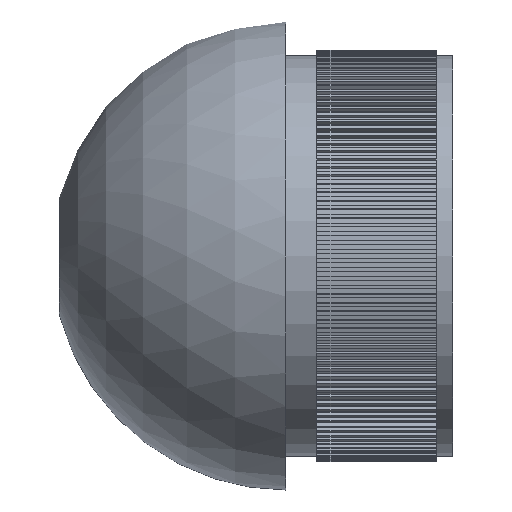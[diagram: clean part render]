
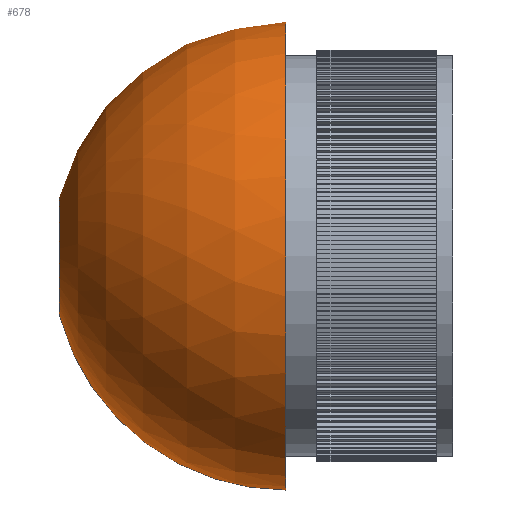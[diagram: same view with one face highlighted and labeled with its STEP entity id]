
A CAD part, left-side view. The second image highlights one B-rep face of the part: STEP entity #678.
In plain terms, the highlighted spherical face has radius 16.85 mm.
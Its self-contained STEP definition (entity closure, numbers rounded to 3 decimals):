
#57=SPHERICAL_SURFACE('',#12538,16.85);
#517=FACE_BOUND('',#2013,.T.);
#518=FACE_BOUND('',#2014,.T.);
#678=ADVANCED_FACE('',(#517,#518),#57,.T.);
#2013=EDGE_LOOP('',(#4507));
#2014=EDGE_LOOP('',(#4508));
#2742=CIRCLE('',#12513,16.85);
#2754=CIRCLE('',#12537,4.253);
#4507=ORIENTED_EDGE('',*,*,#8886,.T.);
#4508=ORIENTED_EDGE('',*,*,#8008,.F.);
#6836=VERTEX_POINT('',#17508);
#7426=VERTEX_POINT('',#18988);
#8008=EDGE_CURVE('',#6836,#6836,#2742,.T.);
#8886=EDGE_CURVE('',#7426,#7426,#2754,.T.);
#12513=AXIS2_PLACEMENT_3D('',#17507,#14129,#14130);
#12537=AXIS2_PLACEMENT_3D('',#18987,#15043,#15044);
#12538=AXIS2_PLACEMENT_3D('',#18989,#15045,#15046);
#14129=DIRECTION('',(0.,-1.,0.));
#14130=DIRECTION('',(0.,0.,-1.));
#15043=DIRECTION('',(0.,-1.,0.));
#15044=DIRECTION('',(0.,0.,-1.));
#15045=DIRECTION('',(0.,-1.,0.));
#15046=DIRECTION('',(1.,0.,0.));
#17507=CARTESIAN_POINT('',(0.,0.,0.));
#17508=CARTESIAN_POINT('',(0.,0.,-16.85));
#18987=CARTESIAN_POINT('',(0.,16.304,0.));
#18988=CARTESIAN_POINT('',(0.,16.304,-4.253));
#18989=CARTESIAN_POINT('',(0.,0.,0.));
